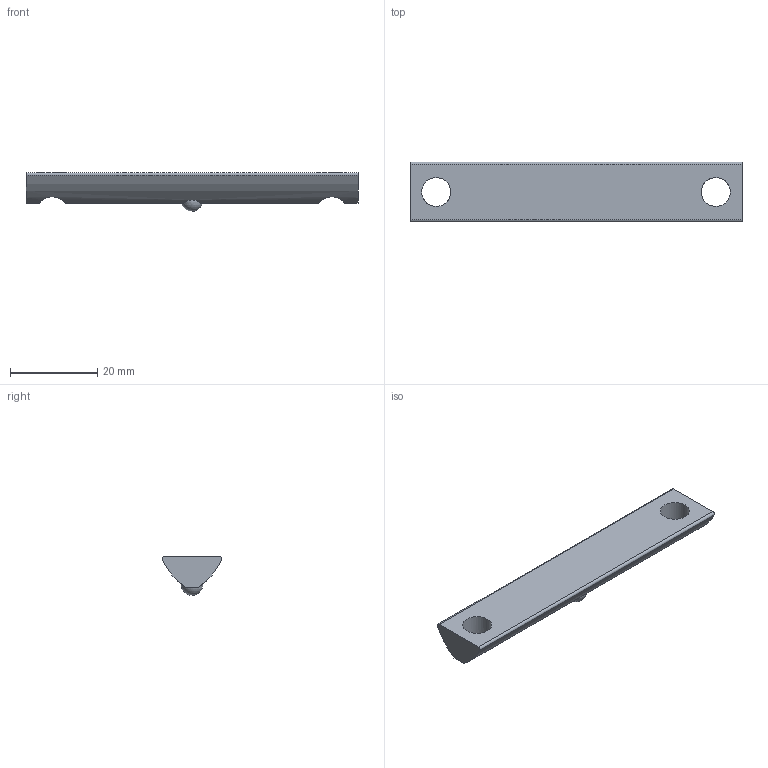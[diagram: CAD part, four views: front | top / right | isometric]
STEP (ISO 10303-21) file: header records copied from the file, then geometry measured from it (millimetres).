
FILE_DESCRIPTION(('FreeCAD Model'),'2;1');
FILE_NAME('Open CASCADE Shape Model','2024-03-20T10:38:24',(''),(''), 'Open CASCADE STEP processor 7.6','FreeCAD','Unknown');
FILE_SCHEMA(('AUTOMOTIVE_DESIGN { 1 0 10303 214 1 1 1 1 }'));
Length unit declared in the file: millimetre
Products named in the file (1): STI8-EDM876
Bounding box: 76 x 13.7 x 8.9 mm (x, y, z)
Volume: 4735.3 mm3; surface area: 2881.2 mm2
Topology: 1 solids, 1 shells, 14 faces, 45 edges, 30 vertices
Faces by surface type: plane 7, cylinder 6, sphere 1
Full cylindrical faces by diameter (mm): 6.647 x2
Entity records: 1632 total; most frequent: CARTESIAN_POINT 759, DIRECTION 154, ORIENTED_EDGE 88, PCURVE 88, DEFINITIONAL_REPRESENTATION 88, LINE 72, VECTOR 72, EDGE_CURVE 44
